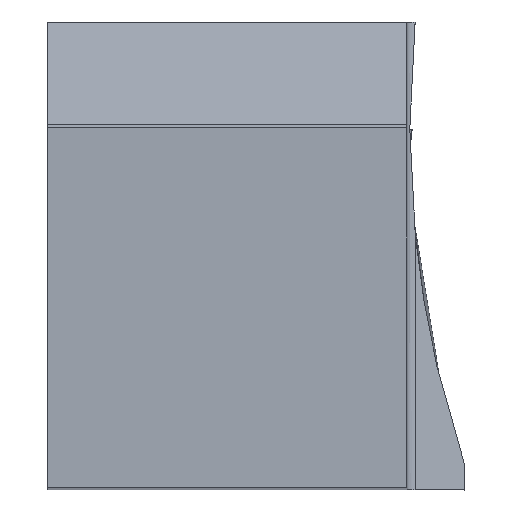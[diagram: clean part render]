
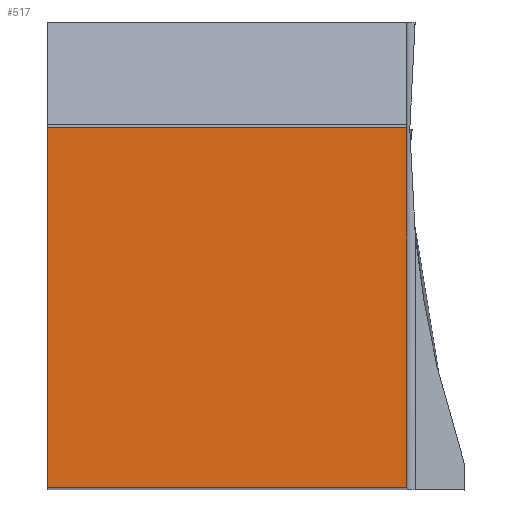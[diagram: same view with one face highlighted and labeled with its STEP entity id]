
A CAD part, top view. The second image highlights one B-rep face of the part: STEP entity #517.
In plain terms, the highlighted planar face has unit normal (0, 0, 1).
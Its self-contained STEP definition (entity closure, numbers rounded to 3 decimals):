
#286=PLANE('',#4345);
#517=ADVANCED_FACE('',(#833),#286,.F.);
#833=FACE_OUTER_BOUND('',#1075,.T.);
#1075=EDGE_LOOP('',(#2762,#2763,#2764,#2765));
#1408=LINE('',#8531,#1647);
#1418=LINE('',#8561,#1657);
#1423=LINE('',#8570,#1662);
#1424=LINE('',#8572,#1663);
#1647=VECTOR('',#5093,1.);
#1657=VECTOR('',#5113,1.);
#1662=VECTOR('',#5120,1.);
#1663=VECTOR('',#5123,1.);
#2762=ORIENTED_EDGE('',*,*,#3824,.F.);
#2763=ORIENTED_EDGE('',*,*,#3829,.T.);
#2764=ORIENTED_EDGE('',*,*,#3830,.T.);
#2765=ORIENTED_EDGE('',*,*,#3810,.F.);
#3233=VERTEX_POINT('',#8530);
#3234=VERTEX_POINT('',#8532);
#3244=VERTEX_POINT('',#8560);
#3247=VERTEX_POINT('',#8569);
#3810=EDGE_CURVE('',#3233,#3234,#1408,.T.);
#3824=EDGE_CURVE('',#3244,#3233,#1418,.T.);
#3829=EDGE_CURVE('',#3244,#3247,#1423,.T.);
#3830=EDGE_CURVE('',#3247,#3234,#1424,.T.);
#4345=AXIS2_PLACEMENT_3D('',#8573,#5124,#5125);
#5093=DIRECTION('',(0.,1.,0.));
#5113=DIRECTION('',(-1.,0.,0.));
#5120=DIRECTION('',(0.,1.,0.));
#5123=DIRECTION('',(-1.,0.,0.));
#5124=DIRECTION('',(0.,0.,-1.));
#5125=DIRECTION('',(-1.,0.,0.));
#8530=CARTESIAN_POINT('',(0.,0.,0.));
#8531=CARTESIAN_POINT('',(0.,31.9,0.));
#8532=CARTESIAN_POINT('',(0.,31.9,0.));
#8560=CARTESIAN_POINT('',(31.9,0.,0.));
#8561=CARTESIAN_POINT('',(0.,0.,0.));
#8569=CARTESIAN_POINT('',(31.9,31.9,0.));
#8570=CARTESIAN_POINT('',(31.9,31.9,0.));
#8572=CARTESIAN_POINT('',(0.,31.9,0.));
#8573=CARTESIAN_POINT('',(0.,31.9,0.));
